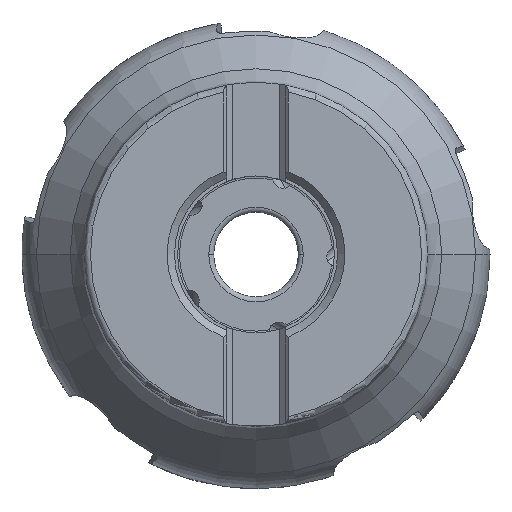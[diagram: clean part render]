
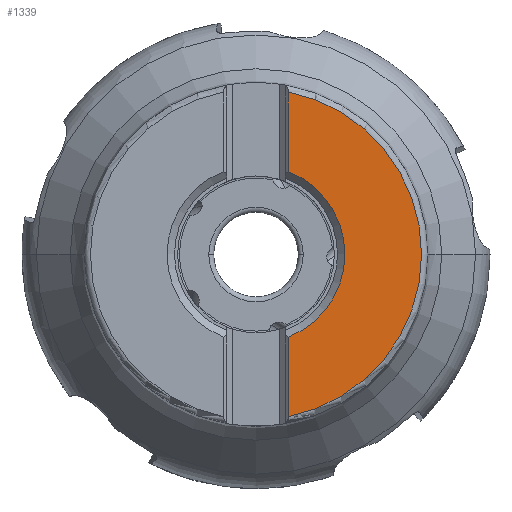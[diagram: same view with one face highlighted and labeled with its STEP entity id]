
A CAD part, top view. The second image highlights one B-rep face of the part: STEP entity #1339.
In plain terms, the highlighted planar face has unit normal (0, 0, 1).
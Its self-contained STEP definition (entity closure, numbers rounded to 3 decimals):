
#657=PLANE('',#14056);
#1339=ADVANCED_FACE('',(#2136),#657,.T.);
#2136=FACE_OUTER_BOUND('',#2920,.T.);
#2920=EDGE_LOOP('',(#7516,#7517,#7518,#7519));
#3663=LINE('',#35830,#4245);
#3664=LINE('',#35834,#4246);
#4245=VECTOR('',#16342,1.);
#4246=VECTOR('',#16347,1.);
#7516=ORIENTED_EDGE('',*,*,#11807,.T.);
#7517=ORIENTED_EDGE('',*,*,#11808,.T.);
#7518=ORIENTED_EDGE('',*,*,#11799,.T.);
#7519=ORIENTED_EDGE('',*,*,#11806,.T.);
#10152=VERTEX_POINT('',#35761);
#10153=VERTEX_POINT('',#35762);
#10156=VERTEX_POINT('',#35829);
#10157=VERTEX_POINT('',#35833);
#11799=EDGE_CURVE('',#10152,#10153,#12832,.T.);
#11806=EDGE_CURVE('',#10153,#10156,#3663,.T.);
#11807=EDGE_CURVE('',#10156,#10157,#12834,.T.);
#11808=EDGE_CURVE('',#10157,#10152,#3664,.T.);
#12832=CIRCLE('',#14050,26.815);
#12834=CIRCLE('',#14055,14.4);
#14050=AXIS2_PLACEMENT_3D('',#35760,#16334,#16335);
#14055=AXIS2_PLACEMENT_3D('',#35832,#16345,#16346);
#14056=AXIS2_PLACEMENT_3D('',#35835,#16348,#16349);
#16334=DIRECTION('',(0.,0.,1.));
#16335=DIRECTION('',(0.196,-0.981,0.));
#16342=DIRECTION('',(0.,-1.,0.));
#16345=DIRECTION('',(0.,0.,-1.));
#16346=DIRECTION('',(0.365,0.931,0.));
#16347=DIRECTION('',(0.,-1.,0.));
#16348=DIRECTION('',(0.,0.,1.));
#16349=DIRECTION('',(-1.,0.,0.));
#35760=CARTESIAN_POINT('',(0.,0.,0.));
#35761=CARTESIAN_POINT('',(5.263,-26.294,0.));
#35762=CARTESIAN_POINT('',(5.263,26.294,0.));
#35829=CARTESIAN_POINT('',(5.263,13.404,0.));
#35830=CARTESIAN_POINT('',(5.263,26.294,0.));
#35832=CARTESIAN_POINT('',(0.,0.,0.));
#35833=CARTESIAN_POINT('',(5.263,-13.404,0.));
#35834=CARTESIAN_POINT('',(5.263,-13.404,0.));
#35835=CARTESIAN_POINT('',(0.,0.,0.));
